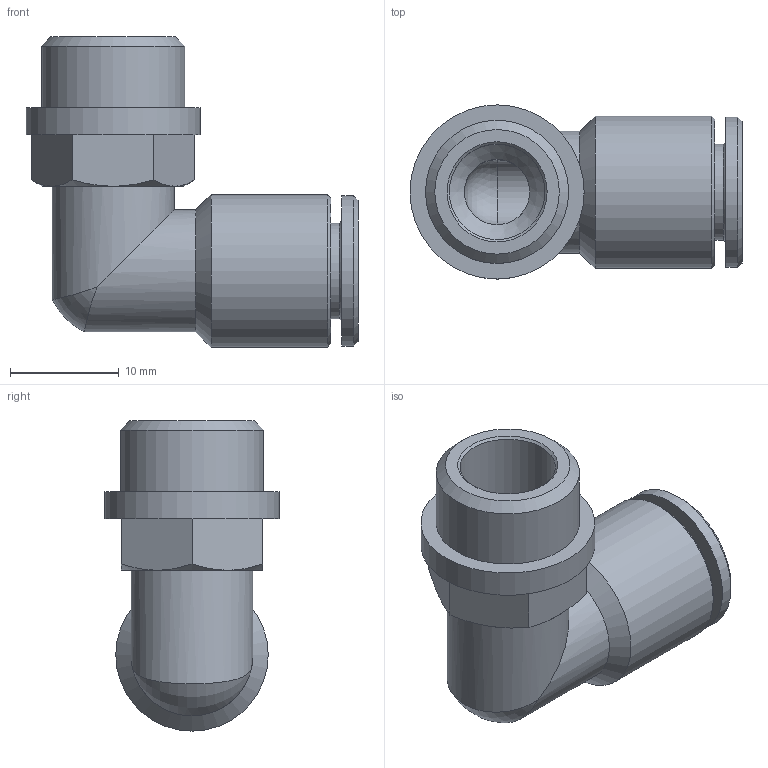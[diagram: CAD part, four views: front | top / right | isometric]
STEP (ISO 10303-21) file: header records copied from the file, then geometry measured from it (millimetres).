
FILE_DESCRIPTION(/* description */ ('STEP AP214'),/* implementation_level */ '2;1');
FILE_NAME(/* name */ '578284_NPQH-L-G14-Q8-P10',/* time_stamp */ '2024-09-13T05:18:58+02:00',/* author */ ('License CC BY-ND 4.0'),/* organization */ ('CADENAS'),/* preprocessor_version */ 'ST-DEVELOPER v19.3',/* originating_system */ 'PARTsolutions',/* authorisation */ ' ');
FILE_SCHEMA (('AUTOMOTIVE_DESIGN {1 0 10303 214 3 1 1}'));
Length unit declared in the file: millimetre
Products named in the file (1): 578284 NPQH-L-G14-Q8-P10
Bounding box: 30.5 x 16 x 28.5 mm (x, y, z)
Volume: 3803.5 mm3; surface area: 3297.3 mm2
Topology: 1 solids, 1 shells, 41 faces, 85 edges, 51 vertices
Faces by surface type: cone 14, plane 14, cylinder 11, torus 1, sphere 1
Full cylindrical faces by diameter (mm): 6 x2, 8 x1, 8.771 x1, 8.8 x1, 11.2 x2, 13.157 x1, 13.8 x1, 14 x1, 16 x1
Entity records: 986 total; most frequent: CARTESIAN_POINT 196, DIRECTION 164, ORIENTED_EDGE 120, AXIS2_PLACEMENT_3D 76, EDGE_LOOP 68, FACE_BOUND 68, EDGE_CURVE 60, VERTEX_POINT 46
